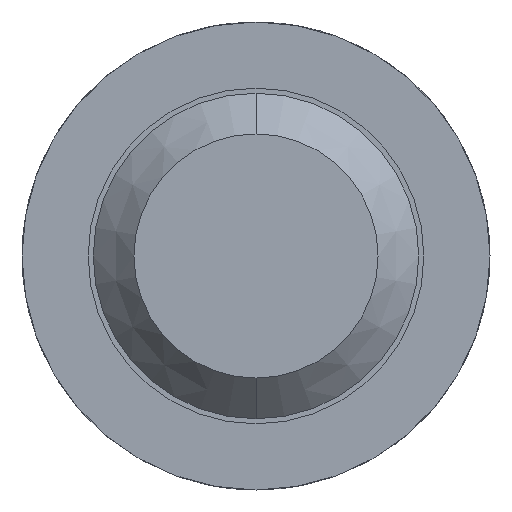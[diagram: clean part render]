
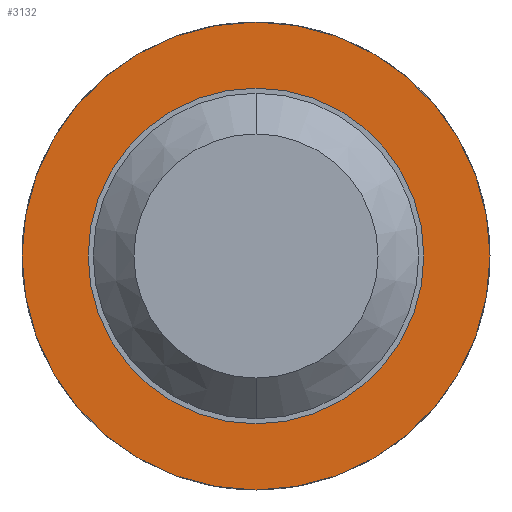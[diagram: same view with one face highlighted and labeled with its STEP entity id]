
A CAD part, front view. The second image highlights one B-rep face of the part: STEP entity #3132.
In plain terms, the highlighted planar face has unit normal (0, -1, 0).
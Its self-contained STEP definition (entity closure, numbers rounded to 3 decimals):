
#210 = CARTESIAN_POINT ( 'NONE',  ( 0., -1.5, 0. ) ) ;
#215 = DIRECTION ( 'NONE',  ( 0., 1., 0. ) ) ;
#280 = CIRCLE ( 'NONE', #994, 1.15 ) ;
#565 = CIRCLE ( 'NONE', #1848, 0.825 ) ;
#596 = PLANE ( 'NONE',  #3258 ) ;
#608 = AXIS2_PLACEMENT_3D ( 'NONE', #1334, #2792, #2066 ) ;
#629 = CARTESIAN_POINT ( 'NONE',  ( 0., -1.5, 0. ) ) ;
#886 = DIRECTION ( 'NONE',  ( 0., 0., 1. ) ) ;
#890 = DIRECTION ( 'NONE',  ( 0., 0., 1. ) ) ;
#926 = CARTESIAN_POINT ( 'NONE',  ( 0.825, -1.5, 0. ) ) ;
#963 = VERTEX_POINT ( 'NONE', #3490 ) ;
#994 = AXIS2_PLACEMENT_3D ( 'NONE', #629, #2082, #1393 ) ;
#1040 = EDGE_CURVE ( 'Defeature ausgef�hrt4_44+Defeature ausgef�hrt4_48+Defeature ausgef�hrt4_48+Defeature ausgef�hrt4_48', #2211, #3102, #280, .T. ) ;
#1119 = CIRCLE ( 'NONE', #3649, 0.825 ) ;
#1313 = EDGE_CURVE ( 'Defeature ausgef�hrt4_48+Defeature ausgef�hrt4_47+Defeature ausgef�hrt4_47+Defeature ausgef�hrt4_47', #963, #4630, #565, .T. ) ;
#1334 = CARTESIAN_POINT ( 'NONE',  ( 0., -1.5, 0. ) ) ;
#1393 = DIRECTION ( 'NONE',  ( 0., 0., 1. ) ) ;
#1421 = ORIENTED_EDGE ( 'NONE', *, *, #2573, .F. ) ;
#1848 = AXIS2_PLACEMENT_3D ( 'NONE', #2625, #3275, #4432 ) ;
#1894 = EDGE_CURVE ( 'Defeature ausgef�hrt4_48+Defeature ausgef�hrt4_47+Defeature ausgef�hrt4_47+Defeature ausgef�hrt4_47', #4630, #963, #1119, .T. ) ;
#1910 = EDGE_LOOP ( 'NONE', ( #4098, #3961 ) ) ;
#2066 = DIRECTION ( 'NONE',  ( 0., 0., 1. ) ) ;
#2082 = DIRECTION ( 'NONE',  ( 0., 1., 0. ) ) ;
#2211 = VERTEX_POINT ( 'NONE', #3307 ) ;
#2294 = CARTESIAN_POINT ( 'NONE',  ( 0., -1.5, -0.825 ) ) ;
#2350 = CARTESIAN_POINT ( 'NONE',  ( 0., -1.5, -1.15 ) ) ;
#2573 = EDGE_CURVE ( 'Defeature ausgef�hrt4_44+Defeature ausgef�hrt4_48+Defeature ausgef�hrt4_48+Defeature ausgef�hrt4_48', #3102, #2211, #4705, .T. ) ;
#2625 = CARTESIAN_POINT ( 'NONE',  ( 0., -1.5, 0. ) ) ;
#2792 = DIRECTION ( 'NONE',  ( 0., 1., 0. ) ) ;
#2824 = EDGE_LOOP ( 'NONE', ( #3570, #1421 ) ) ;
#3094 = FACE_OUTER_BOUND ( 'NONE', #2824, .T. ) ;
#3097 = DIRECTION ( 'NONE',  ( 0., 1., 0. ) ) ;
#3102 = VERTEX_POINT ( 'NONE', #2350 ) ;
#3132 = ADVANCED_FACE ( 'Defeature ausgef�hrt4_48', ( #3094, #4419 ), #596, .F. ) ;
#3258 = AXIS2_PLACEMENT_3D ( 'NONE', #926, #215, #890 ) ;
#3275 = DIRECTION ( 'NONE',  ( 0., 1., 0. ) ) ;
#3307 = CARTESIAN_POINT ( 'NONE',  ( 0., -1.5, 1.15 ) ) ;
#3490 = CARTESIAN_POINT ( 'NONE',  ( 0., -1.5, 0.825 ) ) ;
#3570 = ORIENTED_EDGE ( 'NONE', *, *, #1040, .F. ) ;
#3649 = AXIS2_PLACEMENT_3D ( 'NONE', #210, #3097, #886 ) ;
#3961 = ORIENTED_EDGE ( 'NONE', *, *, #1894, .T. ) ;
#4098 = ORIENTED_EDGE ( 'NONE', *, *, #1313, .T. ) ;
#4419 = FACE_BOUND ( 'NONE', #1910, .T. ) ;
#4432 = DIRECTION ( 'NONE',  ( 0., 0., 1. ) ) ;
#4630 = VERTEX_POINT ( 'NONE', #2294 ) ;
#4705 = CIRCLE ( 'NONE', #608, 1.15 ) ;
